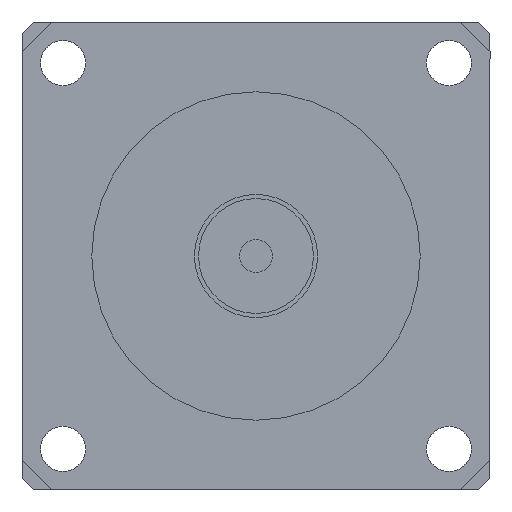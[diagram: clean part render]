
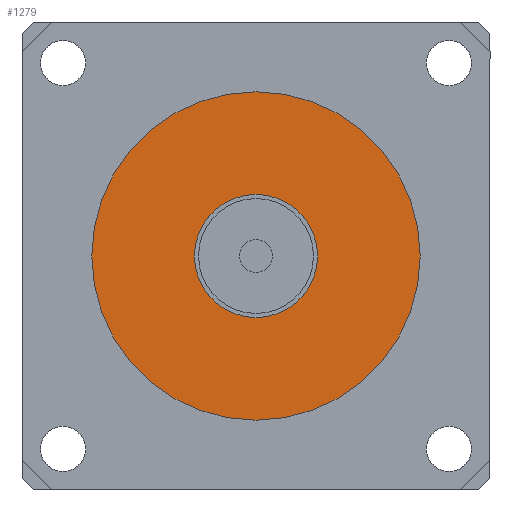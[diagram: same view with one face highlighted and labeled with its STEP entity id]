
A CAD part, left-side view. The second image highlights one B-rep face of the part: STEP entity #1279.
In plain terms, the highlighted planar face has unit normal (-1, 0, 0).
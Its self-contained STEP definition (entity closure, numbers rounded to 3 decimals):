
#12 = EDGE_LOOP ( 'NONE', ( #1445, #1113 ) ) ;
#84 = DIRECTION ( 'NONE',  ( -1., 0., 0. ) ) ;
#107 = EDGE_LOOP ( 'NONE', ( #1486, #876 ) ) ;
#241 = VERTEX_POINT ( 'NONE', #1313 ) ;
#316 = CARTESIAN_POINT ( 'NONE',  ( -12., 0., 20. ) ) ;
#324 = FACE_OUTER_BOUND ( 'NONE', #12, .T. ) ;
#416 = DIRECTION ( 'NONE',  ( -1., 0., 0. ) ) ;
#446 = CARTESIAN_POINT ( 'NONE',  ( -12., 0., 0. ) ) ;
#467 = DIRECTION ( 'NONE',  ( 0., 0., 1. ) ) ;
#474 = CARTESIAN_POINT ( 'NONE',  ( -12., 0., 0. ) ) ;
#488 = EDGE_CURVE ( 'NONE', #241, #1246, #1554, .T. ) ;
#549 = CIRCLE ( 'NONE', #772, 7.5 ) ;
#585 = DIRECTION ( 'NONE',  ( 0., 0., 1. ) ) ;
#626 = CIRCLE ( 'NONE', #1560, 20. ) ;
#671 = DIRECTION ( 'NONE',  ( -1., 0., 0. ) ) ;
#690 = VERTEX_POINT ( 'NONE', #1534 ) ;
#707 = EDGE_CURVE ( 'NONE', #969, #690, #918, .T. ) ;
#736 = FACE_BOUND ( 'NONE', #107, .T. ) ;
#755 = AXIS2_PLACEMENT_3D ( 'NONE', #885, #1657, #1162 ) ;
#772 = AXIS2_PLACEMENT_3D ( 'NONE', #953, #416, #787 ) ;
#787 = DIRECTION ( 'NONE',  ( 0., 0., 1. ) ) ;
#800 = CARTESIAN_POINT ( 'NONE',  ( -12., 0., 0. ) ) ;
#876 = ORIENTED_EDGE ( 'NONE', *, *, #707, .F. ) ;
#885 = CARTESIAN_POINT ( 'NONE',  ( -12., 0., 0. ) ) ;
#896 = AXIS2_PLACEMENT_3D ( 'NONE', #800, #671, #1184 ) ;
#900 = CARTESIAN_POINT ( 'NONE',  ( -12., 0., 7.5 ) ) ;
#918 = CIRCLE ( 'NONE', #755, 7.5 ) ;
#953 = CARTESIAN_POINT ( 'NONE',  ( -12., 0., 0. ) ) ;
#962 = AXIS2_PLACEMENT_3D ( 'NONE', #446, #1236, #467 ) ;
#969 = VERTEX_POINT ( 'NONE', #900 ) ;
#1113 = ORIENTED_EDGE ( 'NONE', *, *, #1269, .T. ) ;
#1162 = DIRECTION ( 'NONE',  ( 0., 0., 1. ) ) ;
#1184 = DIRECTION ( 'NONE',  ( 0., 0., 1. ) ) ;
#1236 = DIRECTION ( 'NONE',  ( -1., 0., 0. ) ) ;
#1246 = VERTEX_POINT ( 'NONE', #316 ) ;
#1269 = EDGE_CURVE ( 'NONE', #1246, #241, #626, .T. ) ;
#1279 = ADVANCED_FACE ( 'NONE', ( #736, #324 ), #1493, .T. ) ;
#1313 = CARTESIAN_POINT ( 'NONE',  ( -12., 0., -20. ) ) ;
#1445 = ORIENTED_EDGE ( 'NONE', *, *, #488, .T. ) ;
#1486 = ORIENTED_EDGE ( 'NONE', *, *, #1536, .F. ) ;
#1493 = PLANE ( 'NONE',  #962 ) ;
#1534 = CARTESIAN_POINT ( 'NONE',  ( -12., 0., -7.5 ) ) ;
#1536 = EDGE_CURVE ( 'NONE', #690, #969, #549, .T. ) ;
#1554 = CIRCLE ( 'NONE', #896, 20. ) ;
#1560 = AXIS2_PLACEMENT_3D ( 'NONE', #474, #84, #585 ) ;
#1657 = DIRECTION ( 'NONE',  ( -1., 0., 0. ) ) ;
